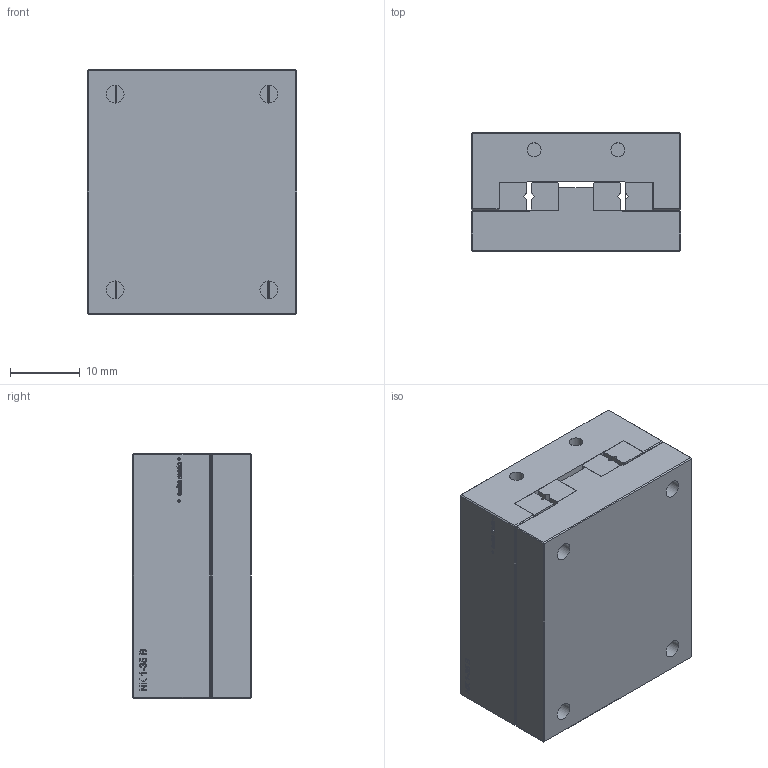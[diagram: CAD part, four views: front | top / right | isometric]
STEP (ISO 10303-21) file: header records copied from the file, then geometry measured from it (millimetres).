
FILE_DESCRIPTION(('FreeCAD Model'),'2;1');
FILE_NAME('NK 1-35 B.step', '2020-04-16T21:00:40',('Author'),(''), 'Open CASCADE STEP processor 6.8','FreeCAD','Unknown');
FILE_SCHEMA(('AUTOMOTIVE_DESIGN_CC2 { 1 2 10303 214 -1 1 5 4 }'));
Length unit declared in the file: millimetre
Products named in the file (3): ASSEMBLY; UT; OT
Assembly tree (2 placements, depth 2):
  ASSEMBLY
    UT
    OT
Bounding box: 30 x 17 x 35 mm (x, y, z)
Volume: 16967.2 mm3; surface area: 9597.9 mm2
Topology: 6 solids, 6 shells, 578 faces, 1552 edges, 1016 vertices
Faces by surface type: plane 310, extrusion 248, cylinder 16, cone 4
Full cylindrical faces by diameter (mm): 2 x8, 2.55 x4, 4.3 x4
Entity records: 38423 total; most frequent: CARTESIAN_POINT 8781, DIRECTION 4576, VECTOR 3808, LINE 3560, ORIENTED_EDGE 3108, PCURVE 3104, DEFINITIONAL_REPRESENTATION 3104, EDGE_CURVE 1552
